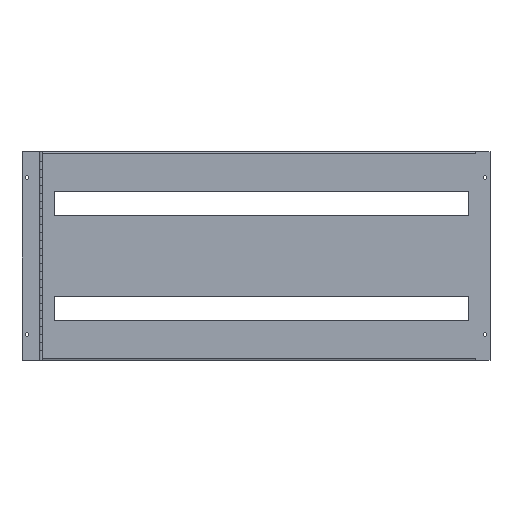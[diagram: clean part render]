
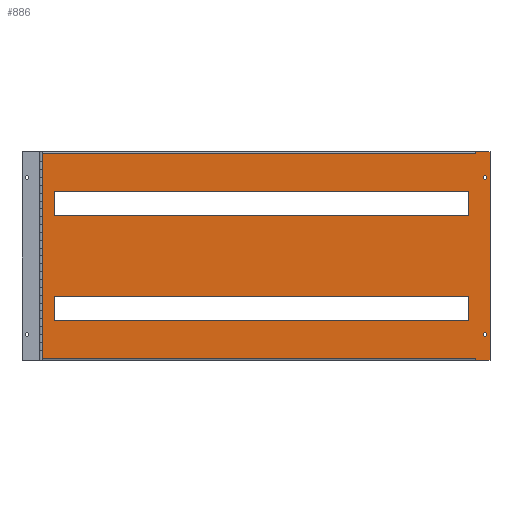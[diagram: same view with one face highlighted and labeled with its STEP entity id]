
A CAD part, top view. The second image highlights one B-rep face of the part: STEP entity #886.
In plain terms, the highlighted planar face has unit normal (0, 0, 1).
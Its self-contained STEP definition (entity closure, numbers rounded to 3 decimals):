
#647=FACE_BOUND('',#1463,.T.);
#648=FACE_BOUND('',#1464,.T.);
#649=FACE_BOUND('',#1465,.T.);
#650=FACE_BOUND('',#1466,.T.);
#651=FACE_BOUND('',#1467,.T.);
#733=CIRCLE('',#4856,3.5);
#735=CIRCLE('',#4859,3.5);
#886=ADVANCED_FACE('F2',(#647,#648,#649,#650,#651),#1096,.F.);
#1096=PLANE('',#4888);
#1463=EDGE_LOOP('',(#1797,#1798,#1799,#1800,#1801,#1802,#1803,#1804));
#1464=EDGE_LOOP('',(#1805));
#1465=EDGE_LOOP('',(#1806));
#1466=EDGE_LOOP('',(#1807,#1808,#1809,#1810));
#1467=EDGE_LOOP('',(#1811,#1812,#1813,#1814));
#1797=ORIENTED_EDGE('',*,*,#3370,.F.);
#1798=ORIENTED_EDGE('',*,*,#3368,.F.);
#1799=ORIENTED_EDGE('',*,*,#3342,.F.);
#1800=ORIENTED_EDGE('',*,*,#3324,.F.);
#1801=ORIENTED_EDGE('',*,*,#3321,.F.);
#1802=ORIENTED_EDGE('',*,*,#3318,.F.);
#1803=ORIENTED_EDGE('',*,*,#3315,.F.);
#1804=ORIENTED_EDGE('',*,*,#3371,.F.);
#1805=ORIENTED_EDGE('',*,*,#3311,.F.);
#1806=ORIENTED_EDGE('',*,*,#3308,.F.);
#1807=ORIENTED_EDGE('',*,*,#3297,.F.);
#1808=ORIENTED_EDGE('',*,*,#3300,.F.);
#1809=ORIENTED_EDGE('',*,*,#3303,.F.);
#1810=ORIENTED_EDGE('',*,*,#3305,.F.);
#1811=ORIENTED_EDGE('',*,*,#3285,.F.);
#1812=ORIENTED_EDGE('',*,*,#3288,.F.);
#1813=ORIENTED_EDGE('',*,*,#3291,.F.);
#1814=ORIENTED_EDGE('',*,*,#3293,.F.);
#2879=VERTEX_POINT('',#6371);
#2881=VERTEX_POINT('',#6375);
#2883=VERTEX_POINT('',#6381);
#2885=VERTEX_POINT('',#6387);
#2887=VERTEX_POINT('',#6395);
#2889=VERTEX_POINT('',#6399);
#2891=VERTEX_POINT('',#6405);
#2893=VERTEX_POINT('',#6411);
#2894=VERTEX_POINT('',#6418);
#2896=VERTEX_POINT('',#6424);
#2898=VERTEX_POINT('',#6430);
#2901=VERTEX_POINT('',#6435);
#2902=VERTEX_POINT('',#6439);
#2905=VERTEX_POINT('',#6446);
#2906=VERTEX_POINT('',#6451);
#2920=VERTEX_POINT('',#6491);
#2937=VERTEX_POINT('',#6544);
#2938=VERTEX_POINT('',#6548);
#3285=EDGE_CURVE('E4',#2881,#2879,#3893,.T.);
#3288=EDGE_CURVE('E3',#2883,#2881,#3896,.T.);
#3291=EDGE_CURVE('E2',#2885,#2883,#3899,.T.);
#3293=EDGE_CURVE('E1',#2879,#2885,#3901,.T.);
#3297=EDGE_CURVE('E8',#2889,#2887,#3905,.T.);
#3300=EDGE_CURVE('E7',#2891,#2889,#3908,.T.);
#3303=EDGE_CURVE('E6',#2893,#2891,#3911,.T.);
#3305=EDGE_CURVE('E5',#2887,#2893,#3913,.T.);
#3308=EDGE_CURVE('E9',#2894,#2894,#733,.T.);
#3311=EDGE_CURVE('E10',#2896,#2896,#735,.T.);
#3315=EDGE_CURVE('E12',#2901,#2898,#3919,.T.);
#3318=EDGE_CURVE('E13',#2898,#2902,#3922,.T.);
#3321=EDGE_CURVE('E14',#2902,#2905,#3925,.T.);
#3324=EDGE_CURVE('E15',#2905,#2906,#3927,.T.);
#3342=EDGE_CURVE('E16',#2906,#2920,#3944,.T.);
#3368=EDGE_CURVE('E17',#2920,#2937,#3964,.T.);
#3370=EDGE_CURVE('E18',#2937,#2938,#3965,.T.);
#3371=EDGE_CURVE('E11',#2938,#2901,#3966,.T.);
#3893=LINE('',#6376,#4371);
#3896=LINE('',#6382,#4374);
#3899=LINE('',#6388,#4377);
#3901=LINE('',#6391,#4379);
#3905=LINE('',#6400,#4383);
#3908=LINE('',#6406,#4386);
#3911=LINE('',#6412,#4389);
#3913=LINE('',#6415,#4391);
#3919=LINE('',#6436,#4397);
#3922=LINE('',#6442,#4400);
#3925=LINE('',#6448,#4403);
#3927=LINE('',#6454,#4405);
#3944=LINE('',#6490,#4422);
#3964=LINE('',#6543,#4442);
#3965=LINE('',#6547,#4443);
#3966=LINE('',#6549,#4444);
#4371=VECTOR('',#5199,1.);
#4374=VECTOR('',#5204,1.);
#4377=VECTOR('',#5209,1.);
#4379=VECTOR('',#5213,1.);
#4383=VECTOR('',#5219,1.);
#4386=VECTOR('',#5224,1.);
#4389=VECTOR('',#5229,1.);
#4391=VECTOR('',#5233,1.);
#4397=VECTOR('',#5253,1.);
#4400=VECTOR('',#5258,1.);
#4403=VECTOR('',#5263,1.);
#4405=VECTOR('',#5269,1.);
#4422=VECTOR('',#5300,1.);
#4442=VECTOR('',#5348,1.);
#4443=VECTOR('',#5353,1.);
#4444=VECTOR('',#5354,1.);
#4856=AXIS2_PLACEMENT_3D('',#6421,#5239,#5240);
#4859=AXIS2_PLACEMENT_3D('',#6427,#5246,#5247);
#4888=AXIS2_PLACEMENT_3D('',#6550,#5355,#5356);
#5199=DIRECTION('',(0.,1.,0.));
#5204=DIRECTION('',(1.,0.,0.));
#5209=DIRECTION('',(0.,-1.,0.));
#5213=DIRECTION('',(-1.,0.,0.));
#5219=DIRECTION('',(0.,-1.,0.));
#5224=DIRECTION('',(-1.,0.,0.));
#5229=DIRECTION('',(0.,1.,0.));
#5233=DIRECTION('',(1.,0.,0.));
#5239=DIRECTION('',(0.,0.,1.));
#5240=DIRECTION('',(1.,0.,0.));
#5246=DIRECTION('',(0.,0.,1.));
#5247=DIRECTION('',(1.,0.,0.));
#5253=DIRECTION('',(1.,0.,0.));
#5258=DIRECTION('',(0.,-1.,0.));
#5263=DIRECTION('',(-1.,0.,0.));
#5269=DIRECTION('',(0.,1.,0.));
#5300=DIRECTION('',(-1.,0.,0.));
#5348=DIRECTION('',(0.,1.,0.));
#5353=DIRECTION('',(1.,0.,0.));
#5354=DIRECTION('',(0.,1.,0.));
#5355=DIRECTION('',(0.,0.,-1.));
#5356=DIRECTION('',(0.,1.,0.));
#6371=CARTESIAN_POINT('',(-319.521,-1173.305,64.137));
#6375=CARTESIAN_POINT('',(-319.521,-1219.305,64.137));
#6376=CARTESIAN_POINT('',(-319.521,-1196.305,64.137));
#6381=CARTESIAN_POINT('',(-1111.521,-1219.305,64.137));
#6382=CARTESIAN_POINT('',(-816.521,-1219.305,64.137));
#6387=CARTESIAN_POINT('',(-1111.521,-1173.305,64.137));
#6388=CARTESIAN_POINT('',(-1111.521,-1196.305,64.137));
#6391=CARTESIAN_POINT('',(-816.521,-1173.305,64.137));
#6395=CARTESIAN_POINT('',(-1111.521,-1419.305,64.137));
#6399=CARTESIAN_POINT('',(-1111.521,-1373.305,64.137));
#6400=CARTESIAN_POINT('',(-1111.521,-1396.305,64.137));
#6405=CARTESIAN_POINT('',(-319.521,-1373.305,64.137));
#6406=CARTESIAN_POINT('',(-816.521,-1373.305,64.137));
#6411=CARTESIAN_POINT('',(-319.521,-1419.305,64.137));
#6412=CARTESIAN_POINT('',(-319.521,-1396.305,64.137));
#6415=CARTESIAN_POINT('',(-816.521,-1419.305,64.137));
#6418=CARTESIAN_POINT('',(-284.021,-1146.305,64.137));
#6421=CARTESIAN_POINT('',(-287.521,-1146.305,64.137));
#6424=CARTESIAN_POINT('',(-284.021,-1446.305,64.137));
#6427=CARTESIAN_POINT('',(-287.521,-1446.305,64.137));
#6430=CARTESIAN_POINT('',(-278.021,-1096.555,64.137));
#6435=CARTESIAN_POINT('',(-305.521,-1096.555,64.137));
#6436=CARTESIAN_POINT('',(-291.771,-1096.555,64.137));
#6439=CARTESIAN_POINT('',(-278.021,-1496.055,64.137));
#6442=CARTESIAN_POINT('',(-278.021,-1246.305,64.137));
#6446=CARTESIAN_POINT('',(-305.521,-1496.055,64.137));
#6448=CARTESIAN_POINT('',(-291.771,-1496.055,64.137));
#6451=CARTESIAN_POINT('',(-305.521,-1493.255,64.137));
#6454=CARTESIAN_POINT('',(-305.522,-1096.525,64.137));
#6490=CARTESIAN_POINT('',(-505.491,-1493.255,64.137));
#6491=CARTESIAN_POINT('',(-1134.519,-1493.255,64.137));
#6543=CARTESIAN_POINT('',(-1134.519,-1411.03,64.137));
#6544=CARTESIAN_POINT('',(-1134.521,-1099.355,64.137));
#6547=CARTESIAN_POINT('',(-1134.551,-1099.355,64.137));
#6548=CARTESIAN_POINT('',(-305.521,-1099.355,64.137));
#6549=CARTESIAN_POINT('',(-305.521,-1097.955,64.137));
#6550=CARTESIAN_POINT('',(-477.991,-1096.525,64.137));
